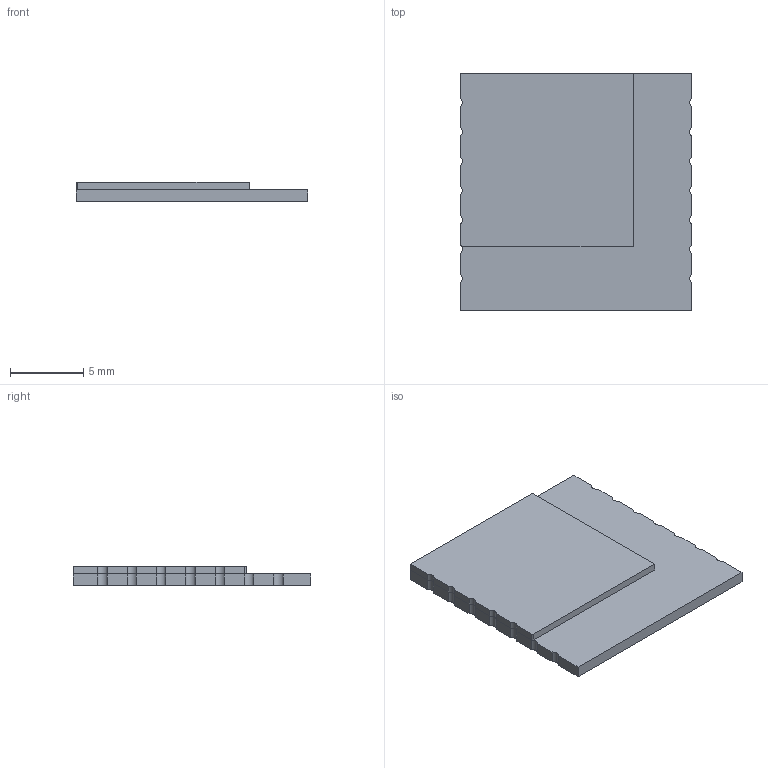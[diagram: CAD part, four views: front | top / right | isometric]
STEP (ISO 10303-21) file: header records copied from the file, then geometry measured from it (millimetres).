
FILE_DESCRIPTION(('FreeCAD Model'),'2;1');
FILE_NAME( 'RFM69CW_rough_v003_cp.step', '2020-08-03T21:19:07',('kicad StepUp'),('ksu MCAD'), 'Open CASCADE STEP processor 7.3','FreeCAD','Unknown');
FILE_SCHEMA(('AUTOMOTIVE_DESIGN { 1 0 10303 214 1 1 1 1 }'));
Length unit declared in the file: millimetre
Products named in the file (1): RFM69CW_rough_v003_cp
Bounding box: 15.8 x 16.2 x 1.3 mm (x, y, z)
Volume: 273.5 mm3; surface area: 863.9 mm2
Topology: 2 solids, 2 shells, 51 faces, 141 edges, 94 vertices
Faces by surface type: plane 31, cylinder 20
Entity records: 2003 total; most frequent: CARTESIAN_POINT 287, DIRECTION 285, ORIENTED_EDGE 282, EDGE_CURVE 141, LINE 101, VECTOR 101, VERTEX_POINT 94, AXIS2_PLACEMENT_3D 92
